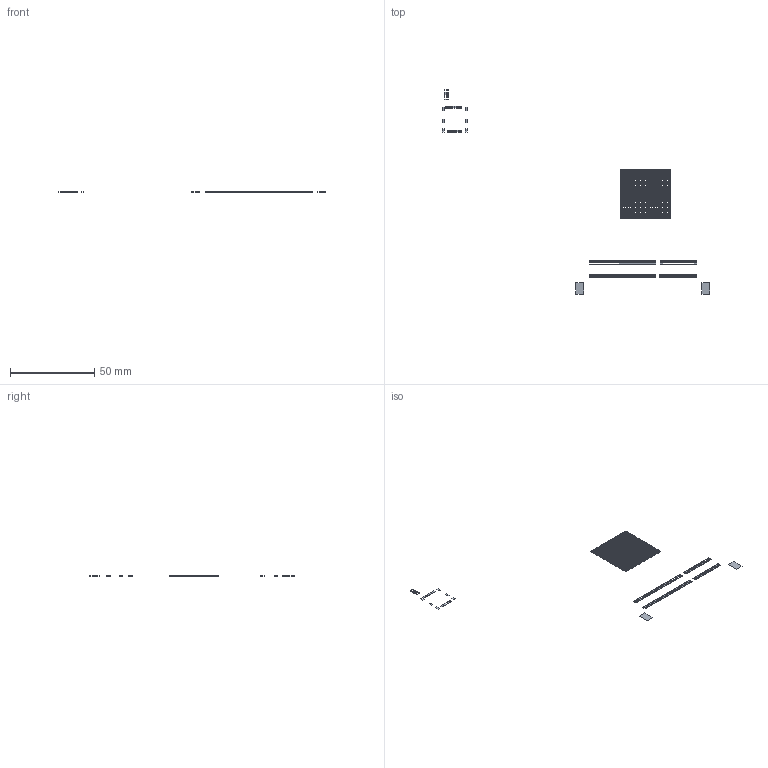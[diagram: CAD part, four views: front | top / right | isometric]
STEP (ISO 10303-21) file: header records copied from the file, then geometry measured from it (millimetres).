
FILE_DESCRIPTION(('STEP AP214'),'1');
FILE_NAME('pcb_PASTEMASK_TOP.stp','2024-08-25T18:49:07',(' '),(' '),'Spatial InterOp 3D',' ',' ');
FILE_SCHEMA(('AUTOMOTIVE_DESIGN { 1 0 10303 214 1 1 1 1 }'));
Length unit declared in the file: millimetre
Products named in the file (25): PASTEMASK_TOP_Model_6_300_; PASTEMASK_TOP_Model_6_Inst; PASTEMASK_TOP_Model_6(204); PASTEMASK_TOP_Model_6_200_; PASTEMASK_TOP_Model_6_100_; PASTEMASK_TOP (1146 bodies); PASTEMASK_TOP_Model_5(18); PASTEMASK_TOP_Model_5_Inst; PASTEMASK_TOP_Model_4(16); PASTEMASK_TOP_Model_4_Inst; PASTEMASK_TOP_Model_3(6); PASTEMASK_TOP_Model_3_Inst; PASTEMASK_TOP_Model_2(2); PASTEMASK_TOP_Model_2_Inst; PASTEMASK_TOP_Model_1_900_; PASTEMASK_TOP_Model_1_Inst; PASTEMASK_TOP_Model_1(900); PASTEMASK_TOP_Model_1_800_; PASTEMASK_TOP_Model_1_700_; PASTEMASK_TOP_Model_1_600_; PASTEMASK_TOP_Model_1_500_; PASTEMASK_TOP_Model_1_400_; PASTEMASK_TOP_Model_1_300_; PASTEMASK_TOP_Model_1_200_; PASTEMASK_TOP_Model_1_100_
Assembly tree (1164 placements, depth 4):
  PASTEMASK_TOP (1146 bodies)
    PASTEMASK_TOP_Model_6(204)
      PASTEMASK_TOP_Model_6_300_
        PASTEMASK_TOP_Model_6_Inst  x4
      PASTEMASK_TOP_Model_6_200_
        PASTEMASK_TOP_Model_6_Inst  x100
      PASTEMASK_TOP_Model_6_100_
        PASTEMASK_TOP_Model_6_Inst  x100
    PASTEMASK_TOP_Model_5(18)
      PASTEMASK_TOP_Model_5_Inst  x18
    PASTEMASK_TOP_Model_4(16)
      PASTEMASK_TOP_Model_4_Inst  x16
    PASTEMASK_TOP_Model_3(6)
      PASTEMASK_TOP_Model_3_Inst  x6
    PASTEMASK_TOP_Model_2(2)
      PASTEMASK_TOP_Model_2_Inst  x2
    PASTEMASK_TOP_Model_1(900)
      PASTEMASK_TOP_Model_1_900_
        PASTEMASK_TOP_Model_1_Inst  x100
      PASTEMASK_TOP_Model_1_800_
        PASTEMASK_TOP_Model_1_Inst  x100
      PASTEMASK_TOP_Model_1_700_
        PASTEMASK_TOP_Model_1_Inst  x100
      PASTEMASK_TOP_Model_1_600_
        PASTEMASK_TOP_Model_1_Inst  x100
      PASTEMASK_TOP_Model_1_500_
        PASTEMASK_TOP_Model_1_Inst  x100
      PASTEMASK_TOP_Model_1_400_
        PASTEMASK_TOP_Model_1_Inst  x100
      PASTEMASK_TOP_Model_1_300_
        PASTEMASK_TOP_Model_1_Inst  x100
      PASTEMASK_TOP_Model_1_200_
        PASTEMASK_TOP_Model_1_Inst  x100
      PASTEMASK_TOP_Model_1_100_
        PASTEMASK_TOP_Model_1_Inst  x100
Bounding box: 158.45 x 120.95 x 0 mm (x, y, z)
Volume: 0.4 mm3; surface area: 835.6 mm2
Topology: 1146 solids, 1146 shells, 5076 faces, 8352 edges, 5568 vertices
Faces by surface type: plane 3276, cylinder 1800
Entity records: 10692 total; most frequent: DIRECTION 2504, CARTESIAN_POINT 1327, AXIS2_PLACEMENT_3D 1221, PRODUCT_DEFINITION_SHAPE 1189, CONTEXT_DEPENDENT_SHAPE_REPRESENTATION 1164, ITEM_DEFINED_TRANSFORMATION 1164, NEXT_ASSEMBLY_USAGE_OCCURRENCE 1164, ORIENTED_EDGE 132
